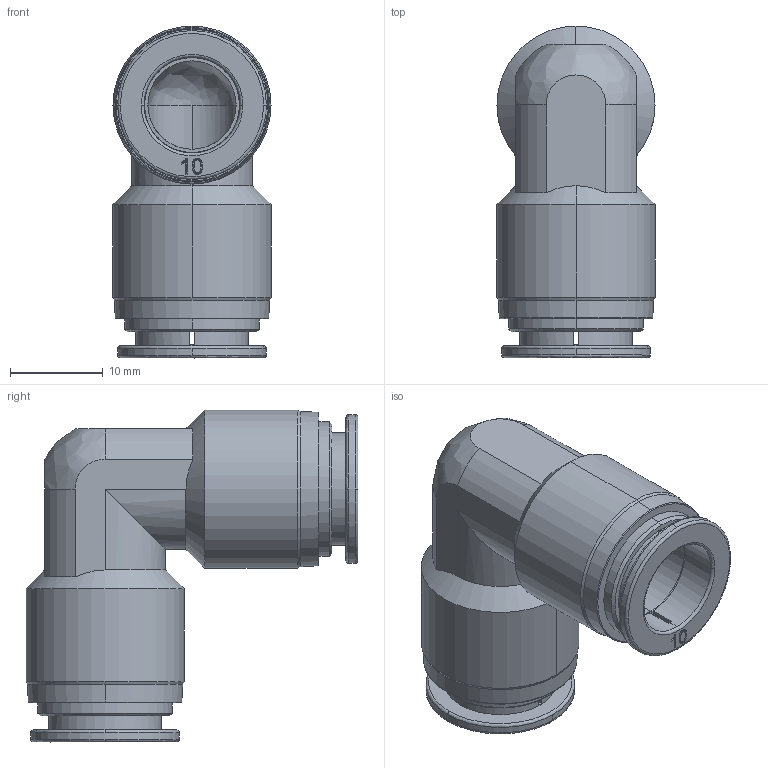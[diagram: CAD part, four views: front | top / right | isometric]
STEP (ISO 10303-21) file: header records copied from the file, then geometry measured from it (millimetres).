
FILE_DESCRIPTION (( 'STEP AP214' ), '1' );
FILE_NAME ('UL10M-SS.STEP', '2018-03-13T19:40:07', ( '' ), ( '' ), 'SwSTEP 2.0', 'SolidWorks 2017', '' );
FILE_SCHEMA (( 'AUTOMOTIVE_DESIGN' ));
Length unit declared in the file: inch
Products named in the file (1): UL10M-SS
Bounding box: 17 x 35.7 x 35.7 mm (x, y, z)
Volume: 5747.4 mm3; surface area: 5170.4 mm2
Topology: 1 solids, 1 shells, 151 faces, 402 edges, 260 vertices
Faces by surface type: bspline 52, plane 44, cylinder 35, cone 20
Entity records: 6339 total; most frequent: CARTESIAN_POINT 2851, ORIENTED_EDGE 802, DIRECTION 611, EDGE_CURVE 401, VERTEX_POINT 260, AXIS2_PLACEMENT_3D 240, EDGE_LOOP 169, FACE_OUTER_BOUND 151
